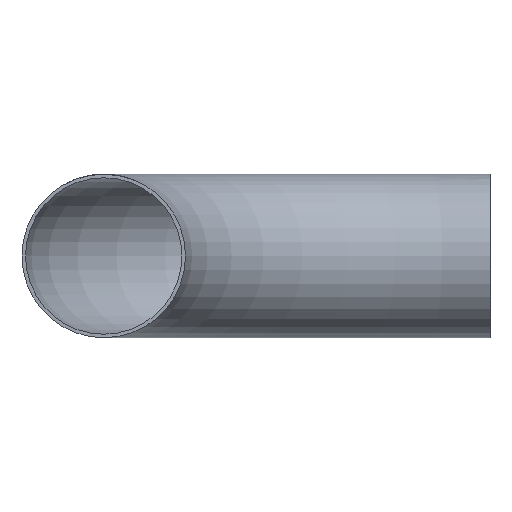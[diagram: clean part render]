
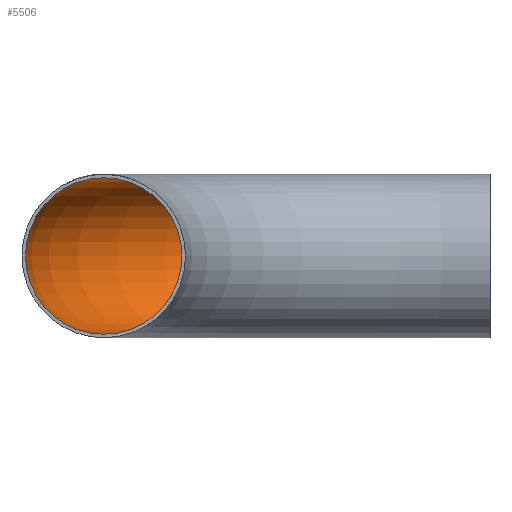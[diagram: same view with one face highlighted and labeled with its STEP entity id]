
A CAD part, front view. The second image highlights one B-rep face of the part: STEP entity #5506.
In plain terms, the highlighted toroidal (fillet/blend) face has major radius 330 mm and minor radius 66.85 mm.
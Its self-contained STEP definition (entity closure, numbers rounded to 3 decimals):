
#1369 = EDGE_CURVE ( 'NONE', #2475, #2475, #11922, .T. ) ;
#2475 = VERTEX_POINT ( 'NONE', #10344 ) ;
#3381 = CARTESIAN_POINT ( 'NONE',  ( -330., 0., 0. ) ) ;
#4879 = DIRECTION ( 'NONE',  ( 1., 0., 0. ) ) ;
#5268 = DIRECTION ( 'NONE',  ( 0., 1., 0. ) ) ;
#5383 = ORIENTED_EDGE ( 'NONE', *, *, #22957, .T. ) ;
#5506 = ADVANCED_FACE ( 'NONE', ( #7795, #26142 ), #26489, .F. ) ;
#7719 = DIRECTION ( 'NONE',  ( 0., 1., 0. ) ) ;
#7795 = FACE_OUTER_BOUND ( 'NONE', #25197, .T. ) ;
#10344 = CARTESIAN_POINT ( 'NONE',  ( -330., 0., 66.85 ) ) ;
#10751 = CARTESIAN_POINT ( 'NONE',  ( 0., 396.85, 0. ) ) ;
#11508 = CARTESIAN_POINT ( 'NONE',  ( 0., 330., 0. ) ) ;
#11922 = CIRCLE ( 'NONE', #12382, 66.85 ) ;
#11930 = EDGE_LOOP ( 'NONE', ( #26575 ) ) ;
#12382 = AXIS2_PLACEMENT_3D ( 'NONE', #3381, #7719, #20333 ) ;
#15806 = DIRECTION ( 'NONE',  ( -1., 0., 0. ) ) ;
#17989 = DIRECTION ( 'NONE',  ( 0., 0., -1. ) ) ;
#20129 = AXIS2_PLACEMENT_3D ( 'NONE', #11508, #4879, #5268 ) ;
#20333 = DIRECTION ( 'NONE',  ( 0., 0., 1. ) ) ;
#20846 = AXIS2_PLACEMENT_3D ( 'NONE', #21947, #17989, #15806 ) ;
#21947 = CARTESIAN_POINT ( 'NONE',  ( 0., 0., 0. ) ) ;
#22957 = EDGE_CURVE ( 'NONE', #23249, #23249, #26207, .T. ) ;
#23249 = VERTEX_POINT ( 'NONE', #10751 ) ;
#25197 = EDGE_LOOP ( 'NONE', ( #5383 ) ) ;
#26142 = FACE_OUTER_BOUND ( 'NONE', #11930, .T. ) ;
#26207 = CIRCLE ( 'NONE', #20129, 66.85 ) ;
#26489 = TOROIDAL_SURFACE ( 'NONE', #20846, 330., 66.85 ) ;
#26575 = ORIENTED_EDGE ( 'NONE', *, *, #1369, .F. ) ;
